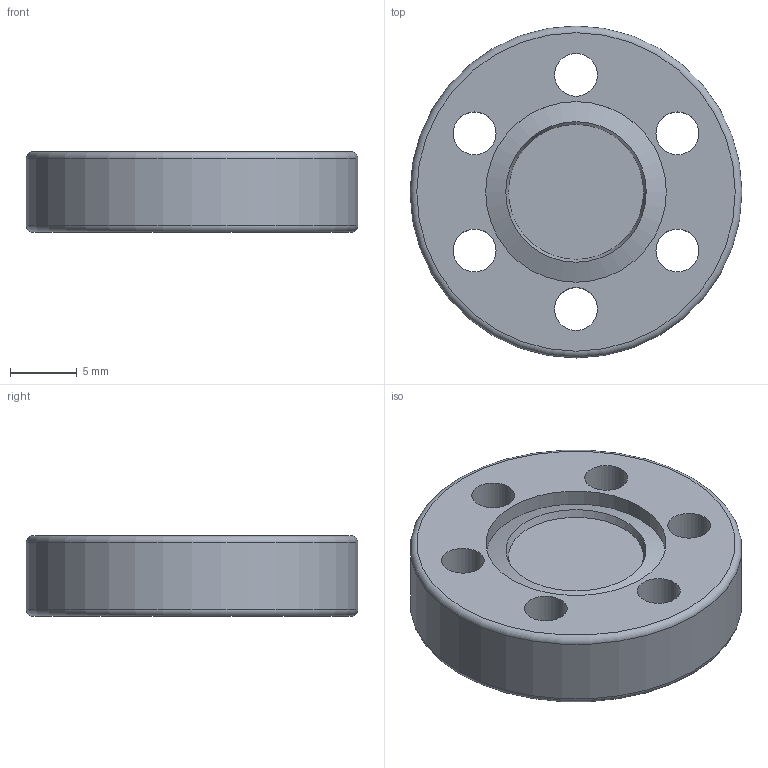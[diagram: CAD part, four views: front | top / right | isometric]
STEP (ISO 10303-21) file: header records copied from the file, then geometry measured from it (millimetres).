
FILE_DESCRIPTION((''),'2;1');
FILE_NAME('F10-316.stp','2009-03-12T16:37:28',('hasers'),(''),'Autodesk Inventor 2008','Autodesk Inventor 2008','');
FILE_SCHEMA(('AUTOMOTIVE_DESIGN { 1 0 10303 214 1 1 1 1 }'));
Length unit declared in the file: millimetre
Products named in the file (2): F10-316; CF-07 [Keywords [Summary]=1.4404][Company [Summary]=Vacom][Title [Summary]=F10]
Assembly tree (1 placements, depth 2):
  F10-316
    CF-07 [Keywords [Summary]=1.4404][Company [Summary]=Vacom][Title [Summary]=F10]
Bounding box: 24.8 x 24.8 x 6 mm (x, y, z)
Volume: 2445.6 mm3; surface area: 1732 mm2
Topology: 1 solids, 1 shells, 15 faces, 38 edges, 26 vertices
Faces by surface type: bspline 6, plane 3, cylinder 2, cone 2, torus 2
Full cylindrical faces by diameter (mm): 13.5 x1, 24.8 x1
Entity records: 508 total; most frequent: CARTESIAN_POINT 160, DIRECTION 64, ORIENTED_EDGE 40, EDGE_LOOP 40, AXIS2_PLACEMENT_3D 32, FACE_BOUND 25, VERTEX_POINT 20, CIRCLE 20
